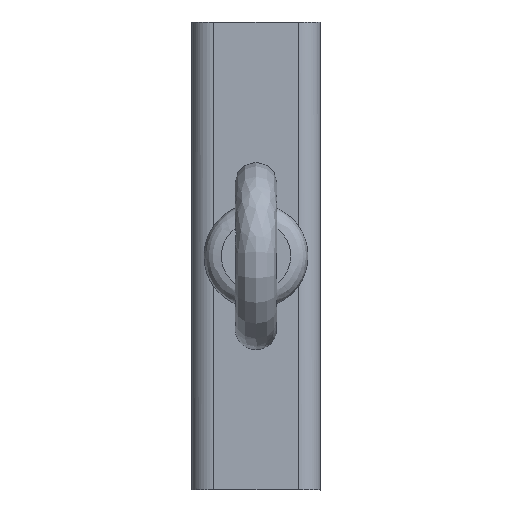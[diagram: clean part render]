
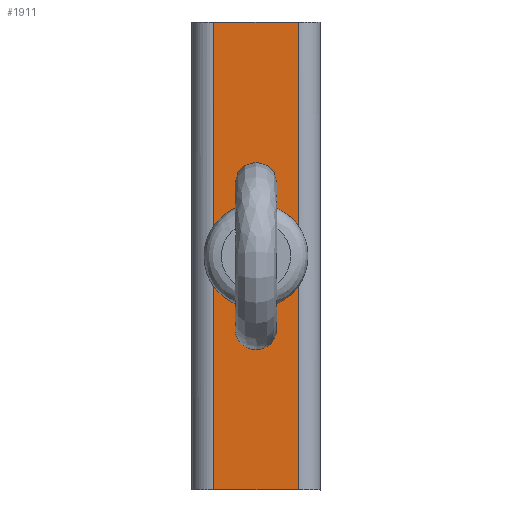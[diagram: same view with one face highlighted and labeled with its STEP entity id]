
A CAD part, left-side view. The second image highlights one B-rep face of the part: STEP entity #1911.
In plain terms, the highlighted free-form (B-spline) face has degree [1, 1] with [2, 2] control points.
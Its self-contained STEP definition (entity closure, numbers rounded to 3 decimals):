
#1677=CARTESIAN_POINT('V34',(-255.248,
   -4018.998,137.107));
#1678=VERTEX_POINT('V34',#1677);
#1684=CARTESIAN_POINT('E42',(-255.248,
   -4018.998,137.107));
#1685=CARTESIAN_POINT('E42',(-255.248,
   -4031.556,137.107));
#1686=CARTESIAN_POINT('E42',(-255.248,
   -4025.277,126.232));
#1687=CARTESIAN_POINT('E42',(-255.248,
   -4018.998,115.357));
#1688=CARTESIAN_POINT('E42',(-255.248,
   -4012.72,126.232));
#1689=CARTESIAN_POINT('E42',(-255.248,
   -4006.441,137.107));
#1690=CARTESIAN_POINT('E42',(-255.248,
   -4018.998,137.107));
#1698=(BOUNDED_CURVE()B_SPLINE_CURVE(2,(#1684,#1685,#1686,#1687,
   #1688,#1689,#1690),.CIRCULAR_ARC.,.T.,.U.)
   B_SPLINE_CURVE_WITH_KNOTS((3,2,2,3),(0.0,0.333,
   0.667,1.0),.UNSPECIFIED.)CURVE()
   GEOMETRIC_REPRESENTATION_ITEM()RATIONAL_B_SPLINE_CURVE((1.0,
   0.5,1.0,0.5,1.0,0.5,1.0)
   )REPRESENTATION_ITEM('E42'));
#1699=EDGE_CURVE('E42',#1678,#1678,#1698,.T.);
#1842=CARTESIAN_POINT('V18',(-255.248,
   -4006.798,197.357));
#1843=VERTEX_POINT('V18',#1842);
#1858=CARTESIAN_POINT('V21',(-255.248,
   -4006.798,62.357));
#1859=VERTEX_POINT('V21',#1858);
#1873=CARTESIAN_POINT('E25',(-255.248,
   -4006.798,62.357));
#1874=CARTESIAN_POINT('E25',(-255.248,
   -4006.798,197.357));
#1875=QUASI_UNIFORM_CURVE('E25',1,(#1873,#1874),.POLYLINE_FORM.,.F.,
   .U.);
#1876=EDGE_CURVE('E25',#1859,#1843,#1875,.T.);
#1881=CARTESIAN_POINT('F13',(-255.248,
   -4006.798,197.357));
#1882=CARTESIAN_POINT('F13',(-255.248,
   -4006.798,62.357));
#1883=CARTESIAN_POINT('F13',(-255.248,
   -4031.198,197.357));
#1884=CARTESIAN_POINT('F13',(-255.248,
   -4031.198,62.357));
#1885=B_SPLINE_SURFACE_WITH_KNOTS('F13',1,1,((#1881,#1883),(#1882,
   #1884)),.PLANE_SURF.,.F.,.F.,.U.,(2,2),(2,2),(
   0.001,5.52),(0.001,
   0.999),.UNSPECIFIED.);
#1886=CARTESIAN_POINT('V25',(-255.248,
   -4031.198,197.357));
#1887=VERTEX_POINT('V25',#1886);
#1888=CARTESIAN_POINT('E40',(-255.248,
   -4031.198,197.357));
#1889=CARTESIAN_POINT('E40',(-255.248,
   -4006.798,197.357));
#1890=QUASI_UNIFORM_CURVE('E40',1,(#1888,#1889),.POLYLINE_FORM.,.F.,
   .U.);
#1891=EDGE_CURVE('E40',#1887,#1843,#1890,.T.);
#1892=ORIENTED_EDGE('E40',*,*,#1891,.T.);
#1893=ORIENTED_EDGE('F9',*,*,#1876,.F.);
#1894=CARTESIAN_POINT('V22',(-255.248,
   -4031.198,62.357));
#1895=VERTEX_POINT('V22',#1894);
#1896=CARTESIAN_POINT('E41',(-255.248,
   -4006.798,62.357));
#1897=CARTESIAN_POINT('E41',(-255.248,
   -4031.198,62.357));
#1898=QUASI_UNIFORM_CURVE('E41',1,(#1896,#1897),.POLYLINE_FORM.,.F.,
   .U.);
#1899=EDGE_CURVE('E41',#1859,#1895,#1898,.T.);
#1900=ORIENTED_EDGE('E41',*,*,#1899,.T.);
#1901=CARTESIAN_POINT('E29',(-255.248,
   -4031.198,197.357));
#1902=CARTESIAN_POINT('E29',(-255.248,
   -4031.198,62.357));
#1903=QUASI_UNIFORM_CURVE('E29',1,(#1901,#1902),.POLYLINE_FORM.,.F.,
   .U.);
#1904=EDGE_CURVE('E29',#1887,#1895,#1903,.T.);
#1905=ORIENTED_EDGE('E29',*,*,#1904,.F.);
#1906=EDGE_LOOP('F13',(#1892,#1893,#1900,#1905));
#1907=FACE_OUTER_BOUND('F13',#1906,.T.);
#1908=ORIENTED_EDGE('E42',*,*,#1699,.T.);
#1909=EDGE_LOOP('F13',(#1908));
#1910=FACE_BOUND('F13',#1909,.T.);
#1911=ADVANCED_FACE('F13',(#1907,#1910),#1885,.T.);
